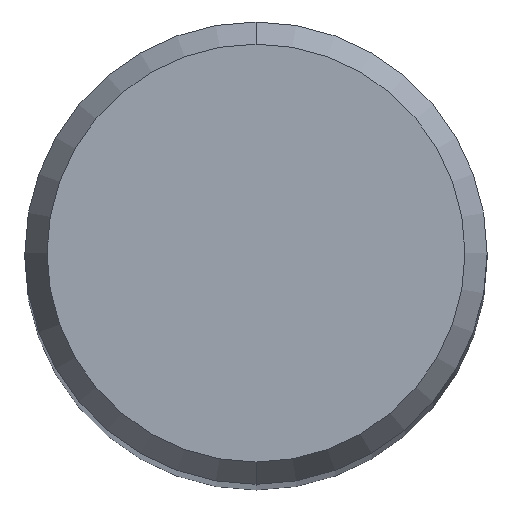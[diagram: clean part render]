
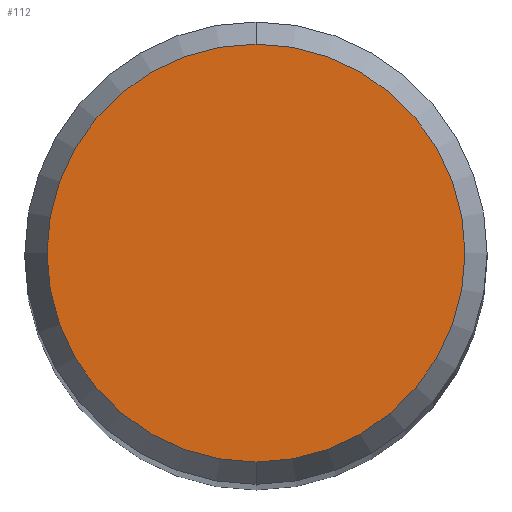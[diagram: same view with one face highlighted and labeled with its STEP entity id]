
A CAD part, top view. The second image highlights one B-rep face of the part: STEP entity #112.
In plain terms, the highlighted planar face has unit normal (0, 0, 1).
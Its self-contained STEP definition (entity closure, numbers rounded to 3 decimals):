
#96=VERTEX_POINT('',#234);
#108=EDGE_CURVE('',#96,#154,#246,.T.);
#112=ADVANCED_FACE('',(#250),#251,.T.);
#154=VERTEX_POINT('',#298);
#174=EDGE_CURVE('',#154,#96,#321,.T.);
#234=CARTESIAN_POINT('',(0.,-2.158,0.01));
#246=CIRCLE('',#394,2.158);
#250=FACE_OUTER_BOUND('',#399,.T.);
#251=PLANE('',#400);
#298=CARTESIAN_POINT('',(0.0,2.158,0.01));
#321=CIRCLE('',#493,2.158);
#394=AXIS2_PLACEMENT_3D('',#555,#556,#557);
#399=EDGE_LOOP('',(#562,#563));
#400=AXIS2_PLACEMENT_3D('',#564,#565,#566);
#493=AXIS2_PLACEMENT_3D('',#656,#657,#658);
#555=CARTESIAN_POINT('',(0.0,0.0,0.01));
#556=DIRECTION('',(0.0,0.0,-1.0));
#557=DIRECTION('',(0.0,1.0,0.0));
#562=ORIENTED_EDGE('',*,*,#174,.F.);
#563=ORIENTED_EDGE('',*,*,#108,.F.);
#564=CARTESIAN_POINT('',(0.0,1.079,0.01));
#565=DIRECTION('',(-0.0,0.0,1.0));
#566=DIRECTION('',(0.0,-1.0,0.0));
#656=CARTESIAN_POINT('',(0.0,0.0,0.01));
#657=DIRECTION('',(0.0,0.0,-1.0));
#658=DIRECTION('',(0.0,1.0,0.0));
